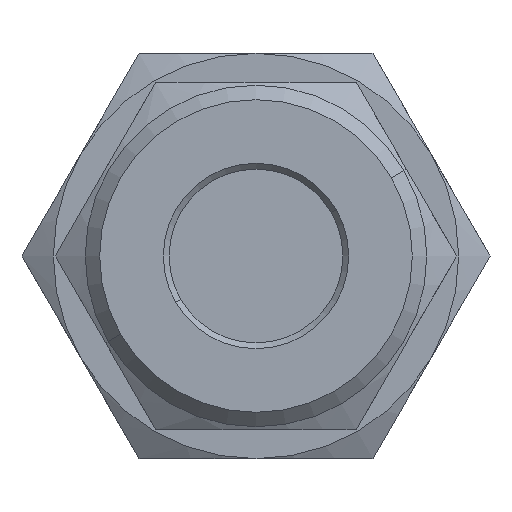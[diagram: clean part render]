
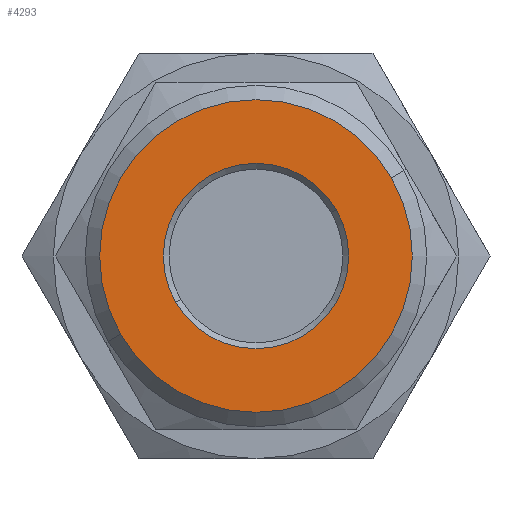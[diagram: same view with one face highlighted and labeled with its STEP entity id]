
A CAD part, front view. The second image highlights one B-rep face of the part: STEP entity #4293.
In plain terms, the highlighted planar face has unit normal (0, -1, 0).
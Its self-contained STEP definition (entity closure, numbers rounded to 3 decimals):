
#133 = ORIENTED_EDGE ( 'NONE', *, *, #2998, .T. ) ;
#134 = ORIENTED_EDGE ( 'NONE', *, *, #3494, .T. ) ;
#135 = ORIENTED_EDGE ( 'NONE', *, *, #3507, .T. ) ;
#136 = ORIENTED_EDGE ( 'NONE', *, *, #2999, .T. ) ;
#356 = CIRCLE ( 'NONE', #3442, 5.4 ) ;
#357 = CIRCLE ( 'NONE', #3443, 3.2 ) ;
#594 = CARTESIAN_POINT ( 'NONE',  ( -2.771, -7.5, -1.6 ) ) ;
#597 = CARTESIAN_POINT ( 'NONE',  ( 2.771, -7.5, 1.6 ) ) ;
#607 = CARTESIAN_POINT ( 'NONE',  ( -4.677, -7.5, -2.7 ) ) ;
#798 = CIRCLE ( 'NONE', #3473, 5.4 ) ;
#818 = CIRCLE ( 'NONE', #969, 3.2 ) ;
#969 = AXIS2_PLACEMENT_3D ( 'NONE', #3826, #3827, #3828 ) ;
#1045 = AXIS2_PLACEMENT_3D ( 'NONE', #4339, #4340, #4341 ) ;
#1207 = FACE_OUTER_BOUND ( 'NONE', #2902, .T. ) ;
#1211 = FACE_BOUND ( 'NONE', #2881, .T. ) ;
#2454 = CARTESIAN_POINT ( 'NONE',  ( 0., -7.5, 0. ) ) ;
#2455 = DIRECTION ( 'NONE',  ( 0., -1., 0. ) ) ;
#2456 = DIRECTION ( 'NONE',  ( -0.866, 0., -0.5 ) ) ;
#2459 = CARTESIAN_POINT ( 'NONE',  ( 0., -7.5, 0. ) ) ;
#2460 = DIRECTION ( 'NONE',  ( 0., 1., 0. ) ) ;
#2461 = DIRECTION ( 'NONE',  ( 0.866, 0., 0.5 ) ) ;
#2836 = VERTEX_POINT ( 'NONE', #594 ) ;
#2839 = VERTEX_POINT ( 'NONE', #597 ) ;
#2849 = VERTEX_POINT ( 'NONE', #607 ) ;
#2881 = EDGE_LOOP ( 'NONE', ( #135, #136 ) ) ;
#2902 = EDGE_LOOP ( 'NONE', ( #133, #134 ) ) ;
#2998 = EDGE_CURVE ( 'NONE', #3559, #2849, #356, .T. ) ;
#2999 = EDGE_CURVE ( 'NONE', #2839, #2836, #357, .T. ) ;
#3442 = AXIS2_PLACEMENT_3D ( 'NONE', #2454, #2455, #2456 ) ;
#3443 = AXIS2_PLACEMENT_3D ( 'NONE', #2459, #2460, #2461 ) ;
#3473 = AXIS2_PLACEMENT_3D ( 'NONE', #3791, #3792, #3793 ) ;
#3494 = EDGE_CURVE ( 'NONE', #2849, #3559, #798, .T. ) ;
#3507 = EDGE_CURVE ( 'NONE', #2836, #2839, #818, .T. ) ;
#3559 = VERTEX_POINT ( 'NONE', #3973 ) ;
#3791 = CARTESIAN_POINT ( 'NONE',  ( 0., -7.5, 0. ) ) ;
#3792 = DIRECTION ( 'NONE',  ( 0., -1., 0. ) ) ;
#3793 = DIRECTION ( 'NONE',  ( -0.866, 0., -0.5 ) ) ;
#3826 = CARTESIAN_POINT ( 'NONE',  ( 0., -7.5, 0. ) ) ;
#3827 = DIRECTION ( 'NONE',  ( 0., 1., 0. ) ) ;
#3828 = DIRECTION ( 'NONE',  ( 0.866, 0., 0.5 ) ) ;
#3973 = CARTESIAN_POINT ( 'NONE',  ( 4.677, -7.5, 2.7 ) ) ;
#4293 = ADVANCED_FACE ( 'NONE', ( #1207, #1211 ), #4332, .T. ) ;
#4332 = PLANE ( 'NONE',  #1045 ) ;
#4339 = CARTESIAN_POINT ( 'NONE',  ( 2.95, -7.5, -5.11 ) ) ;
#4340 = DIRECTION ( 'NONE',  ( 0., -1., 0. ) ) ;
#4341 = DIRECTION ( 'NONE',  ( -0.866, 0., -0.5 ) ) ;
